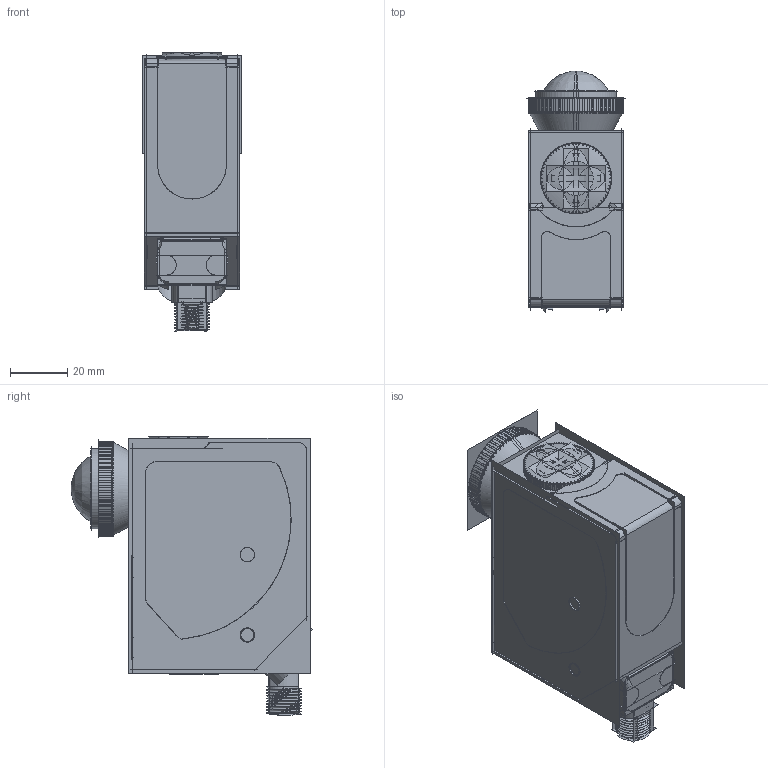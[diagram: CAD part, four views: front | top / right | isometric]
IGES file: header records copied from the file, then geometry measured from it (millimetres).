
Start section:  PTC IGES file: 146866.igs
Global section: file name: 146866.igs; native system: Creo Parametric by Parametric Technology Corporation; preprocessor: 2013230; author: pdmadmin; organization: Unknown; date: 20150915.110433; units: millimetre
Bounding box: 34.3 x 84.22 x 97.21 mm (x, y, z)
Volume: 159510.9 mm3; surface area: 187329.2 mm2
Topology: 1 solids, 9 shells, 1504 faces, 7868 edges, 9880 vertices
Faces by surface type: bspline 930, revolution 574
